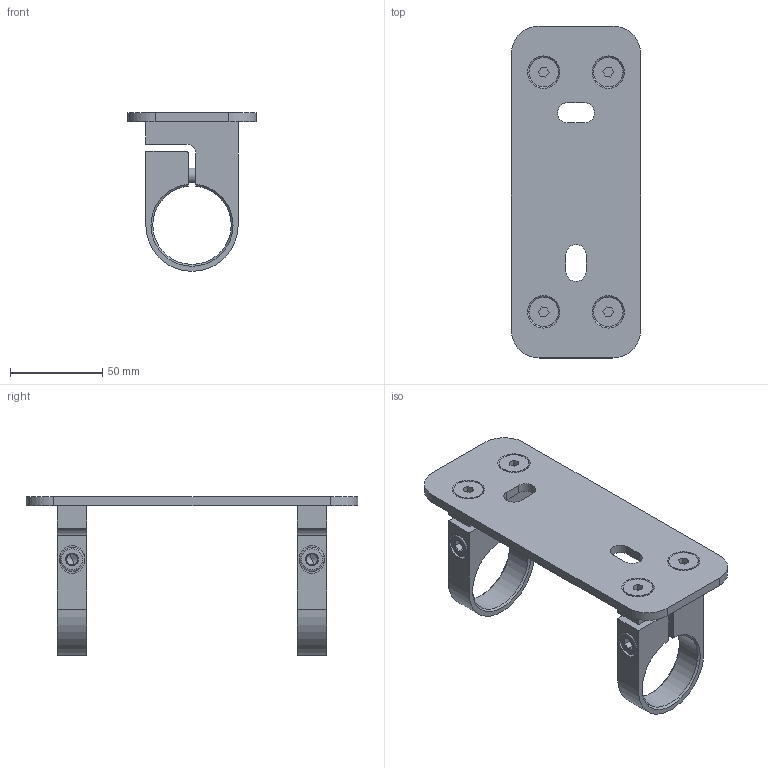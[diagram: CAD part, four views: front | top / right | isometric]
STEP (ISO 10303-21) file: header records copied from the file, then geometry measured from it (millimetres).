
FILE_DESCRIPTION (( 'STEP AP203' ), '1' );
FILE_NAME ('A6_42-180x70.STEP', '2018-12-06T08:01:51', ( '' ), ( '' ), 'SwSTEP 2.0', 'SolidWorks 2018', '' );
FILE_SCHEMA (( 'CONFIG_CONTROL_DESIGN' ));
Length unit declared in the file: millimetre
Products named in the file (5): A6_42-180x70.P2; Skrutka DIN 7991 ZINK._Skrutka M 8x 16 ; A6_42-180x70; DIN 912_SKRUTKA M 8x 30; A6_42-180x70.P1
Assembly tree (9 placements, depth 2):
  A6_42-180x70
    A6_42-180x70.P1
    A6_42-180x70.P2  x2
    Skrutka DIN 7991 ZINK._Skrutka M 8x 16   x4
    DIN 912_SKRUTKA M 8x 30  x2
Bounding box: 70 x 180 x 86 mm (x, y, z)
Volume: 122774.2 mm3; surface area: 60598.7 mm2
Topology: 9 solids, 9 shells, 269 faces, 627 edges, 380 vertices
Faces by surface type: plane 120, cylinder 79, cone 66, torus 4
Entity records: 4622 total; most frequent: CARTESIAN_POINT 740, DIRECTION 723, ORIENTED_EDGE 634, EDGE_CURVE 317, AXIS2_PLACEMENT_3D 270, VERTEX_POINT 197, LINE 183, VECTOR 183
